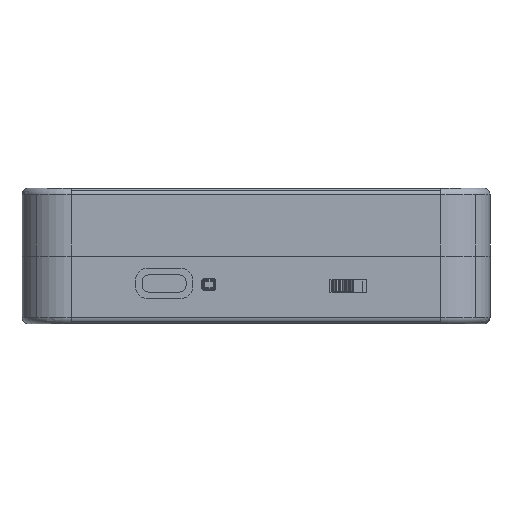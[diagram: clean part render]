
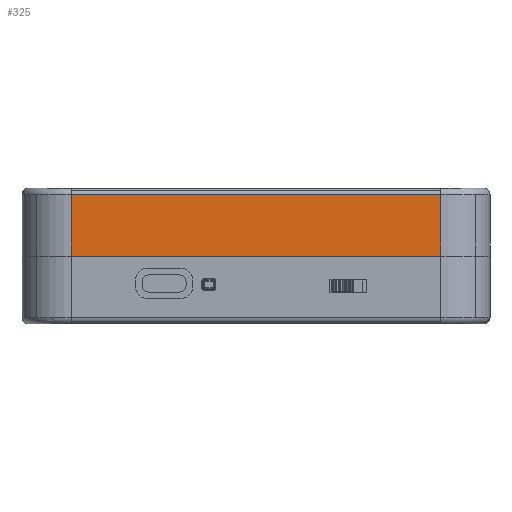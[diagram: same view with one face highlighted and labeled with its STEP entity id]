
A CAD part, front view. The second image highlights one B-rep face of the part: STEP entity #325.
In plain terms, the highlighted planar face has unit normal (0, -1, 0).
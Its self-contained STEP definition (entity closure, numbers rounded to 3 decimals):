
#325=ADVANCED_FACE('351:3313',(#1050),#1051,.T.);
#1050=FACE_OUTER_BOUND('',#2298,.T.);
#1051=PLANE('',#2299);
#2298=EDGE_LOOP('',(#4293,#4294,#4295,#4296));
#2299=AXIS2_PLACEMENT_3D('',#4297,#4298,#4299);
#4293=ORIENTED_EDGE('',*,*,#8539,.F.);
#4294=ORIENTED_EDGE('',*,*,#8552,.F.);
#4295=ORIENTED_EDGE('',*,*,#8553,.T.);
#4296=ORIENTED_EDGE('',*,*,#8512,.F.);
#4297=CARTESIAN_POINT('',(41.75,-146.99,16.7));
#4298=DIRECTION('',(-0.0,-1.0,-0.0));
#4299=DIRECTION('',(-1.0,0.0,0.0));
#8512=EDGE_CURVE('351:4006',#10258,#10260,#10261,.T.);
#8539=EDGE_CURVE('351:3976',#10301,#10258,#10305,.T.);
#8552=EDGE_CURVE('351:4003',#10322,#10301,#10323,.T.);
#8553=EDGE_CURVE('413:106622',#10322,#10260,#10324,.T.);
#10258=VERTEX_POINT('',#12947);
#10260=VERTEX_POINT('',#12949);
#10261=LINE('',#12950,#12951);
#10301=VERTEX_POINT('',#13000);
#10305=LINE('',#13004,#13005);
#10322=VERTEX_POINT('',#13025);
#10323=LINE('',#13026,#13027);
#10324=LINE('',#13028,#13029);
#12947=CARTESIAN_POINT('',(82.799,-146.99,14.62));
#12949=CARTESIAN_POINT('',(82.799,-146.99,1.0));
#12950=CARTESIAN_POINT('',(82.799,-146.99,16.7));
#12951=VECTOR('',#16441,1.0);
#13000=CARTESIAN_POINT('',(0.701,-146.99,14.62));
#13004=CARTESIAN_POINT('',(17.87,-146.99,14.62));
#13005=VECTOR('',#16502,1.0);
#13025=CARTESIAN_POINT('',(0.701,-146.99,1.0));
#13026=CARTESIAN_POINT('',(0.701,-146.99,16.7));
#13027=VECTOR('',#16533,1.0);
#13028=CARTESIAN_POINT('',(0.701,-146.99,1.0));
#13029=VECTOR('',#16534,1.0);
#16441=DIRECTION('',(0.0,0.0,-1.0));
#16502=DIRECTION('',(1.0,-0.0,-0.0));
#16533=DIRECTION('',(0.0,0.0,1.0));
#16534=DIRECTION('',(1.0,-0.0,-0.0));
